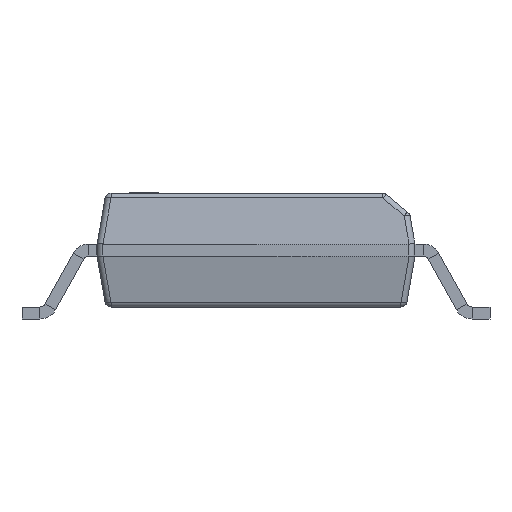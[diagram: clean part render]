
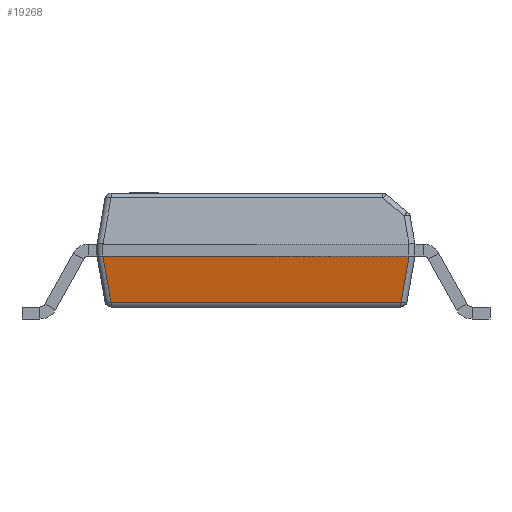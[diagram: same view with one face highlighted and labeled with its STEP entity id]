
A CAD part, left-side view. The second image highlights one B-rep face of the part: STEP entity #19268.
In plain terms, the highlighted planar face has unit normal (-0.985, 0, -0.174).
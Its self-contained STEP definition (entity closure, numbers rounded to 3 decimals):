
#1821 = LINE ( 'NONE', #22809, #27921 ) ;
#2729 = DIRECTION ( 'NONE',  ( 0., -1., 0. ) ) ;
#2765 = CARTESIAN_POINT ( 'NONE',  ( -6.65, -2.552, 0.95 ) ) ;
#2942 =( BOUNDED_CURVE ( )  B_SPLINE_CURVE ( 3, ( #30527, #9901, #30926, #31119 ),
 .UNSPECIFIED., .F., .T. ) 
 B_SPLINE_CURVE_WITH_KNOTS ( ( 4, 4 ),
 ( 3.126, 3.142 ),
 .UNSPECIFIED. ) 
 CURVE ( )  GEOMETRIC_REPRESENTATION_ITEM ( )  RATIONAL_B_SPLINE_CURVE ( ( 1., 1., 1., 1. ) ) 
 REPRESENTATION_ITEM ( '' )  );
#3473 = ORIENTED_EDGE ( 'NONE', *, *, #22593, .T. ) ;
#3875 = CARTESIAN_POINT ( 'NONE',  ( -6.65, 2.65, 0.95 ) ) ;
#4011 = VERTEX_POINT ( 'NONE', #5071 ) ;
#5030 = CARTESIAN_POINT ( 'NONE',  ( -6.65, 2.551, 0.95 ) ) ;
#5071 = CARTESIAN_POINT ( 'NONE',  ( -6.65, 2.552, 0.95 ) ) ;
#5923 = VECTOR ( 'NONE', #22823, 1000. ) ;
#6468 = DIRECTION ( 'NONE',  ( 0., -1., 0. ) ) ;
#6515 = LINE ( 'NONE', #9259, #18434 ) ;
#7327 = VERTEX_POINT ( 'NONE', #34361 ) ;
#7631 = VERTEX_POINT ( 'NONE', #12755 ) ;
#7699 = CARTESIAN_POINT ( 'NONE',  ( -6.515, -2.416, 0.183 ) ) ;
#7717 = VERTEX_POINT ( 'NONE', #15952 ) ;
#7724 = ORIENTED_EDGE ( 'NONE', *, *, #36418, .T. ) ;
#7770 = DIRECTION ( 'NONE',  ( 0.171, -0.171, -0.97 ) ) ;
#7987 = ORIENTED_EDGE ( 'NONE', *, *, #18780, .T. ) ;
#8168 = EDGE_CURVE ( 'NONE', #7717, #7631, #15452, .T. ) ;
#9259 = CARTESIAN_POINT ( 'NONE',  ( -6.515, -2.5, 0.183 ) ) ;
#9416 = DIRECTION ( 'NONE',  ( 0.985, 0., 0.174 ) ) ;
#9901 = CARTESIAN_POINT ( 'NONE',  ( -6.65, -2.551, 0.95 ) ) ;
#10237 = ORIENTED_EDGE ( 'NONE', *, *, #8168, .F. ) ;
#11410 = VECTOR ( 'NONE', #2729, 1000. ) ;
#12447 = CARTESIAN_POINT ( 'NONE',  ( -6.65, 2.65, 0.95 ) ) ;
#12755 = CARTESIAN_POINT ( 'NONE',  ( -6.65, -2.55, 0.95 ) ) ;
#13595 = CARTESIAN_POINT ( 'NONE',  ( -6.65, 2.551, 0.95 ) ) ;
#13768 = AXIS2_PLACEMENT_3D ( 'NONE', #3875, #9416, #6468 ) ;
#15452 = LINE ( 'NONE', #12447, #11410 ) ;
#15952 = CARTESIAN_POINT ( 'NONE',  ( -6.65, 2.55, 0.95 ) ) ;
#17341 = CARTESIAN_POINT ( 'NONE',  ( -6.498, -2.399, 0.086 ) ) ;
#17591 = FACE_OUTER_BOUND ( 'NONE', #26676, .T. ) ;
#18434 = VECTOR ( 'NONE', #23715, 1000. ) ;
#18780 = EDGE_CURVE ( 'NONE', #7717, #4011, #31311, .T. ) ;
#19268 = ADVANCED_FACE ( 'NONE', ( #17591 ), #29663, .F. ) ;
#20797 = VERTEX_POINT ( 'NONE', #2765 ) ;
#21968 = ORIENTED_EDGE ( 'NONE', *, *, #38805, .T. ) ;
#22593 = EDGE_CURVE ( 'NONE', #7327, #32597, #6515, .T. ) ;
#22809 = CARTESIAN_POINT ( 'NONE',  ( -6.653, 2.554, 0.966 ) ) ;
#22823 = DIRECTION ( 'NONE',  ( -0.171, -0.171, 0.97 ) ) ;
#23715 = DIRECTION ( 'NONE',  ( 0., -1., 0. ) ) ;
#26676 = EDGE_LOOP ( 'NONE', ( #10237, #7987, #7724, #3473, #21968, #30595 ) ) ;
#27921 = VECTOR ( 'NONE', #7770, 1000. ) ;
#29190 = LINE ( 'NONE', #17341, #5923 ) ;
#29663 = PLANE ( 'NONE',  #13768 ) ;
#30527 = CARTESIAN_POINT ( 'NONE',  ( -6.65, -2.552, 0.95 ) ) ;
#30595 = ORIENTED_EDGE ( 'NONE', *, *, #36126, .T. ) ;
#30926 = CARTESIAN_POINT ( 'NONE',  ( -6.65, -2.551, 0.95 ) ) ;
#31119 = CARTESIAN_POINT ( 'NONE',  ( -6.65, -2.55, 0.95 ) ) ;
#31311 =( BOUNDED_CURVE ( )  B_SPLINE_CURVE ( 3, ( #37681, #5030, #13595, #34758 ),
 .UNSPECIFIED., .F., .T. ) 
 B_SPLINE_CURVE_WITH_KNOTS ( ( 4, 4 ),
 ( 3.142, 3.157 ),
 .UNSPECIFIED. ) 
 CURVE ( )  GEOMETRIC_REPRESENTATION_ITEM ( )  RATIONAL_B_SPLINE_CURVE ( ( 1., 1., 1., 1. ) ) 
 REPRESENTATION_ITEM ( '' )  );
#32597 = VERTEX_POINT ( 'NONE', #7699 ) ;
#34361 = CARTESIAN_POINT ( 'NONE',  ( -6.515, 2.416, 0.183 ) ) ;
#34758 = CARTESIAN_POINT ( 'NONE',  ( -6.65, 2.552, 0.95 ) ) ;
#36126 = EDGE_CURVE ( 'NONE', #20797, #7631, #2942, .T. ) ;
#36418 = EDGE_CURVE ( 'NONE', #4011, #7327, #1821, .T. ) ;
#37681 = CARTESIAN_POINT ( 'NONE',  ( -6.65, 2.55, 0.95 ) ) ;
#38805 = EDGE_CURVE ( 'NONE', #32597, #20797, #29190, .T. ) ;
